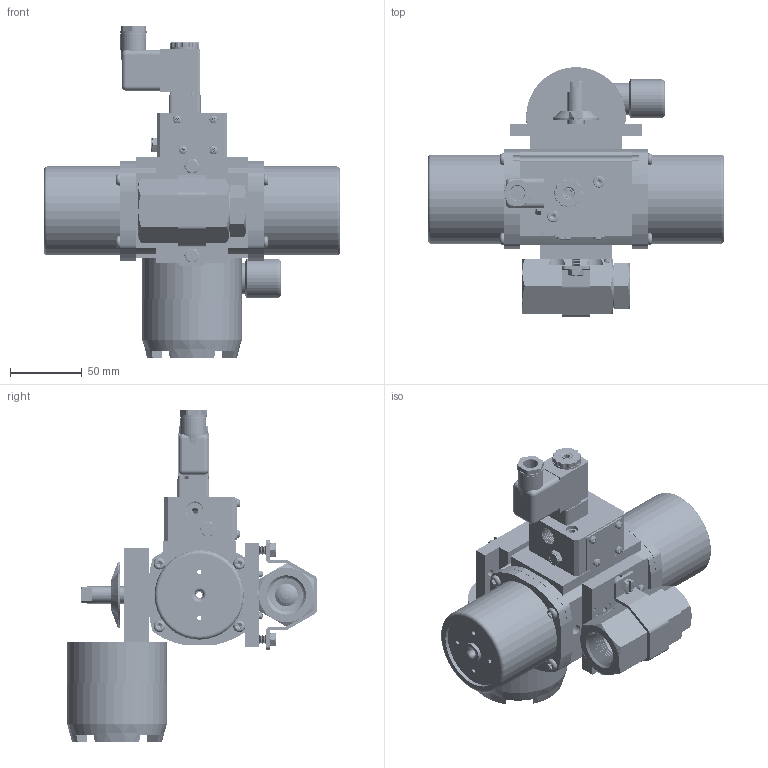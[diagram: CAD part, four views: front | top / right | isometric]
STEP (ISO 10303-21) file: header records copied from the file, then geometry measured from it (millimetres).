
FILE_DESCRIPTION (( 'STEP AP203' ), '1' );
FILE_NAME ('86XXNA512SR3GPDSLS.step', '2018-05-01T12:02:13', ( '' ), ( '' ), 'SwSTEP 2.0', 'SolidWorks 2017', '' );
FILE_SCHEMA (( 'CONFIG_CONTROL_DESIGN' ));
Length unit declared in the file: inch
Products named in the file (1): 86XXNA512SR3GPDSLS
Bounding box: 206.38 x 173.95 x 231.11 mm (x, y, z)
Volume: 795551.6 mm3; surface area: 332983.7 mm2
Topology: 64 solids, 64 shells, 5592 faces, 14539 edges, 9078 vertices
Faces by surface type: cylinder 2708, cone 1641, plane 901, torus 182, bspline 142, sphere 18
Entity records: 216811 total; most frequent: CARTESIAN_POINT 84645, ORIENTED_EDGE 28742, DIRECTION 27878, EDGE_CURVE 14371, AXIS2_PLACEMENT_3D 11206, VERTEX_POINT 9074, EDGE_LOOP 6003, CIRCLE 5755
